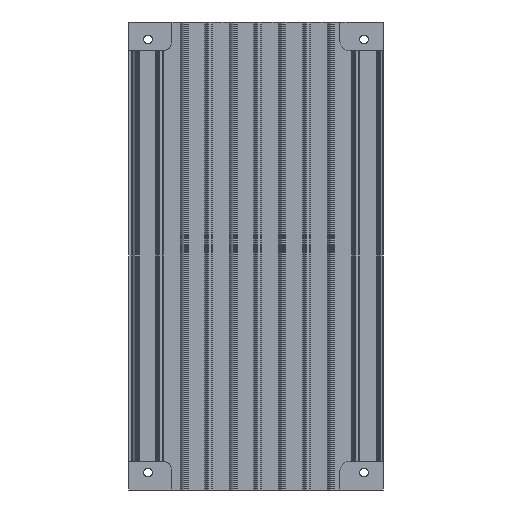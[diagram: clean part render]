
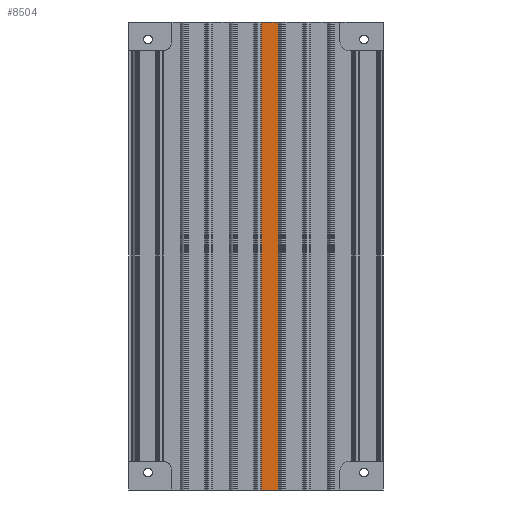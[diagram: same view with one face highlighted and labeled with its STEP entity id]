
A CAD part, front view. The second image highlights one B-rep face of the part: STEP entity #8504.
In plain terms, the highlighted planar face has unit normal (0, -1, 0).
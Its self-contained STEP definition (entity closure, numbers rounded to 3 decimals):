
#8504=ADVANCED_FACE('',(#19772),#19774,.T.);
#19772=FACE_BOUND('',#19773,.T.);
#19773=EDGE_LOOP('',(#30057,#30058,#30059,#30060));
#19774=PLANE('',#19775);
#19775=AXIS2_PLACEMENT_3D('',#19776,#19777,#19778);
#19776=CARTESIAN_POINT('',(-122.3,-7.,0.));
#19777=DIRECTION('',(0.,-1.,0.));
#19778=DIRECTION('',(1.,0.,0.));
#30057=ORIENTED_EDGE('',*,*,#35115,.T.);
#30058=ORIENTED_EDGE('',*,*,#35979,.F.);
#30059=ORIENTED_EDGE('',*,*,#34072,.T.);
#30060=ORIENTED_EDGE('',*,*,#35978,.F.);
#34072=EDGE_CURVE('',#39901,#39899,#39902,.T.);
#35115=EDGE_CURVE('',#41985,#41983,#41986,.F.);
#35978=EDGE_CURVE('',#41985,#39899,#43254,.T.);
#35979=EDGE_CURVE('',#39901,#41983,#43255,.T.);
#39899=VERTEX_POINT('',#51175);
#39901=VERTEX_POINT('',#51179);
#39902=LINE('',#51180,#51181);
#41983=VERTEX_POINT('',#55361);
#41985=VERTEX_POINT('',#55365);
#41986=LINE('',#55366,#55367);
#43254=LINE('',#58378,#58379);
#43255=LINE('',#58381,#58382);
#51175=CARTESIAN_POINT('',(-43.7,-7.,0.));
#51179=CARTESIAN_POINT('',(-50.7,-7.,0.));
#51180=CARTESIAN_POINT('',(-50.7,-7.,0.));
#51181=VECTOR('',#51182,1.);
#51182=DIRECTION('',(1.,0.,0.));
#55361=CARTESIAN_POINT('',(-50.7,-7.,195.));
#55365=CARTESIAN_POINT('',(-43.7,-7.,195.));
#55366=CARTESIAN_POINT('',(-50.7,-7.,195.));
#55367=VECTOR('',#55368,1.);
#55368=DIRECTION('',(1.,0.,0.));
#58378=CARTESIAN_POINT('',(-43.7,-7.,195.));
#58379=VECTOR('',#58380,1.);
#58380=DIRECTION('',(0.,0.,-1.));
#58381=CARTESIAN_POINT('',(-50.7,-7.,0.));
#58382=VECTOR('',#58383,1.);
#58383=DIRECTION('',(0.,0.,1.));
